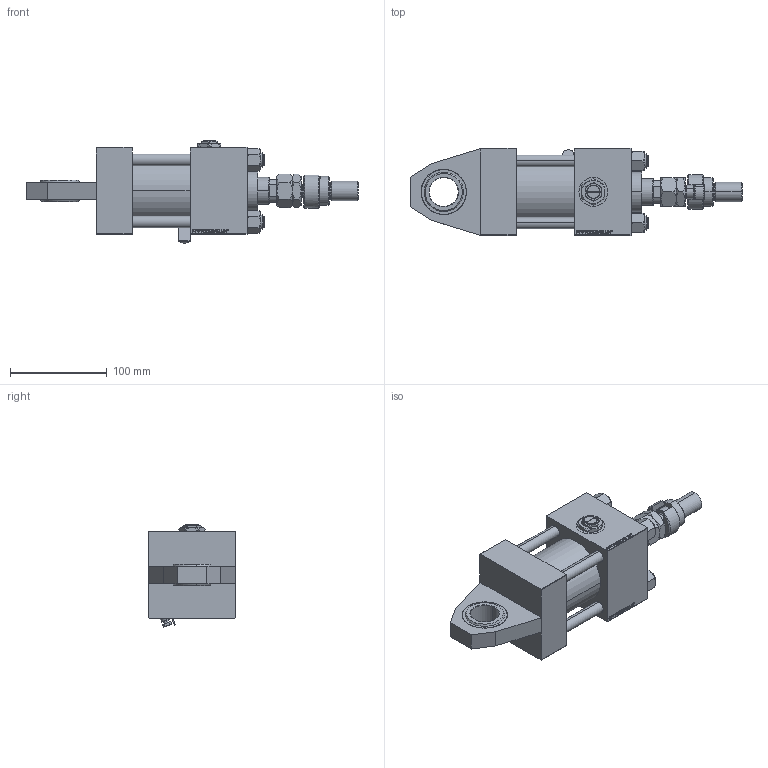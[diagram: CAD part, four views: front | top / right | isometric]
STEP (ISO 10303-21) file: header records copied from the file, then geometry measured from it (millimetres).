
FILE_DESCRIPTION (( 'STEP AP203' ), '1' );
FILE_NAME ('0185.STEP', '2022-04-16T13:34:32', ( '' ), ( '' ), 'SwSTEP 2.0', 'SolidWorks 2019', '' );
FILE_SCHEMA (( 'CONFIG_CONTROL_DESIGN' ));
Length unit declared in the file: millimetre
Products named in the file (12): V215CR_VCP_J fde28f5c9ebdffc89beb8863b46dce18; DFA fde28f5c9ebdffc89beb8863b46dce18; FEMALE_PART_FOR_DFA fde28f5c9ebdffc89beb8863b46dce18; V215CR_J_Body fde28f5c9ebdffc89beb8863b46dce18; MSRF_MSRG1 fde28f5c9ebdffc89beb8863b46dce18; V215CR_J_VNITRNI_KROUZEK fde28f5c9ebdffc89beb8863b46dce18; NUT_M5_J fde28f5c9ebdffc89beb8863b46dce18; 0185; V215CR_TYCINKA_J fde28f5c9ebdffc89beb8863b46dce18; V215_VC_A fde28f5c9ebdffc89beb8863b46dce18; Zatka_pro_OIL_PORT fde28f5c9ebdffc89beb8863b46dce18; MFA fde28f5c9ebdffc89beb8863b46dce18
Assembly tree (17 placements, depth 3):
  0185
    V215CR_J_Body fde28f5c9ebdffc89beb8863b46dce18
    V215CR_J_VNITRNI_KROUZEK fde28f5c9ebdffc89beb8863b46dce18
    V215CR_VCP_J fde28f5c9ebdffc89beb8863b46dce18
    V215CR_TYCINKA_J fde28f5c9ebdffc89beb8863b46dce18  x4
    NUT_M5_J fde28f5c9ebdffc89beb8863b46dce18  x4
    V215_VC_A fde28f5c9ebdffc89beb8863b46dce18
    DFA fde28f5c9ebdffc89beb8863b46dce18
      FEMALE_PART_FOR_DFA fde28f5c9ebdffc89beb8863b46dce18
      MFA fde28f5c9ebdffc89beb8863b46dce18
    MSRF_MSRG1 fde28f5c9ebdffc89beb8863b46dce18
    Zatka_pro_OIL_PORT fde28f5c9ebdffc89beb8863b46dce18
Bounding box: 344 x 90 x 106.27 mm (x, y, z)
Volume: 1081609.5 mm3; surface area: 218187.8 mm2
Topology: 16 solids, 16 shells, 1310 faces, 3238 edges, 2081 vertices
Faces by surface type: plane 586, bspline 392, cone 188, cylinder 120, torus 24
Entity records: 55774 total; most frequent: CARTESIAN_POINT 28519, ORIENTED_EDGE 5970, DIRECTION 4042, EDGE_CURVE 2985, VERTEX_POINT 1937, LINE 1706, VECTOR 1706, EDGE_LOOP 1328
